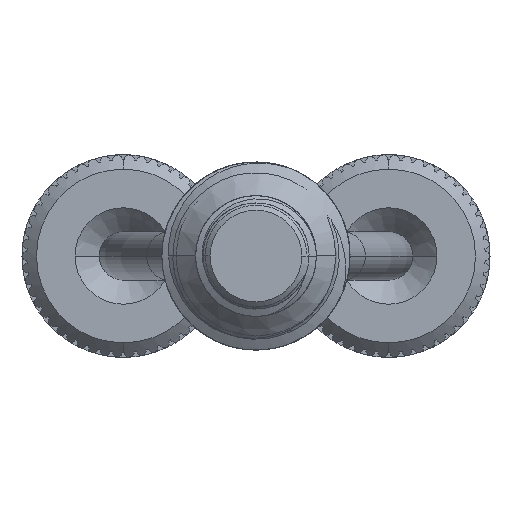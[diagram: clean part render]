
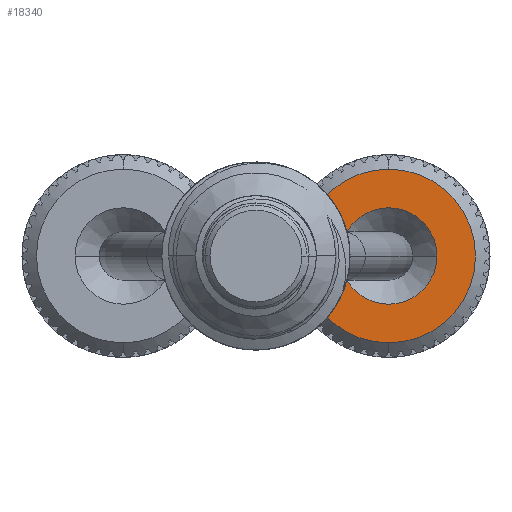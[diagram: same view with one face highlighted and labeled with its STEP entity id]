
A CAD part, left-side view. The second image highlights one B-rep face of the part: STEP entity #18340.
In plain terms, the highlighted planar face has unit normal (-1, 0, 0).
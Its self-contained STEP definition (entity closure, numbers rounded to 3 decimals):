
#12229=CARTESIAN_POINT('',(0.,0.,0.));
#12230=DIRECTION('',(1.,0.,0.));
#12231=DIRECTION('',(0.,0.,1.));
#12232=AXIS2_PLACEMENT_3D('',#12229,#12230,#12231);
#12234=CARTESIAN_POINT('',(0.,0.,0.));
#12235=DIRECTION('',(1.,0.,0.));
#12236=DIRECTION('',(0.,0.,-1.));
#12237=AXIS2_PLACEMENT_3D('',#12234,#12235,#12236);
#12239=CARTESIAN_POINT('',(0.,0.,0.));
#12240=DIRECTION('',(1.,0.,0.));
#12241=DIRECTION('',(0.,-1.,0.));
#12242=AXIS2_PLACEMENT_3D('',#12239,#12240,#12241);
#12244=CARTESIAN_POINT('',(0.,0.,0.));
#12245=DIRECTION('',(1.,0.,0.));
#12246=DIRECTION('',(0.,1.,0.));
#12247=AXIS2_PLACEMENT_3D('',#12244,#12245,#12246);
#15748=CARTESIAN_POINT('',(0.,0.,1.8));
#15749=CARTESIAN_POINT('',(0.,0.,-1.8));
#15750=VERTEX_POINT('',#15748);
#15751=VERTEX_POINT('',#15749);
#16010=CARTESIAN_POINT('',(0.,-1.,0.));
#16011=CARTESIAN_POINT('',(0.,1.,0.));
#16012=VERTEX_POINT('',#16010);
#16013=VERTEX_POINT('',#16011);
#18324=CARTESIAN_POINT('',(0.,0.,0.));
#18325=DIRECTION('',(1.,0.,0.));
#18326=DIRECTION('',(0.,-1.,0.));
#18327=AXIS2_PLACEMENT_3D('',#18324,#18325,#18326);
#18328=PLANE('',#18327);
#18330=ORIENTED_EDGE('',*,*,#18329,.T.);
#18332=ORIENTED_EDGE('',*,*,#18331,.T.);
#18333=EDGE_LOOP('',(#18330,#18332));
#18334=FACE_OUTER_BOUND('',#18333,.F.);
#18336=ORIENTED_EDGE('',*,*,#18335,.F.);
#18337=ORIENTED_EDGE('',*,*,#18314,.F.);
#18338=EDGE_LOOP('',(#18336,#18337));
#18339=FACE_BOUND('',#18338,.F.);
#12233=CIRCLE('',#12232,1.8);
#12238=CIRCLE('',#12237,1.8);
#12243=CIRCLE('',#12242,1.);
#12248=CIRCLE('',#12247,1.);
#18314=EDGE_CURVE('',#16013,#16012,#12248,.T.);
#18329=EDGE_CURVE('',#15750,#15751,#12233,.T.);
#18331=EDGE_CURVE('',#15751,#15750,#12238,.T.);
#18335=EDGE_CURVE('',#16012,#16013,#12243,.T.);
#18340=ADVANCED_FACE('',(#18334,#18339),#18328,.F.);
